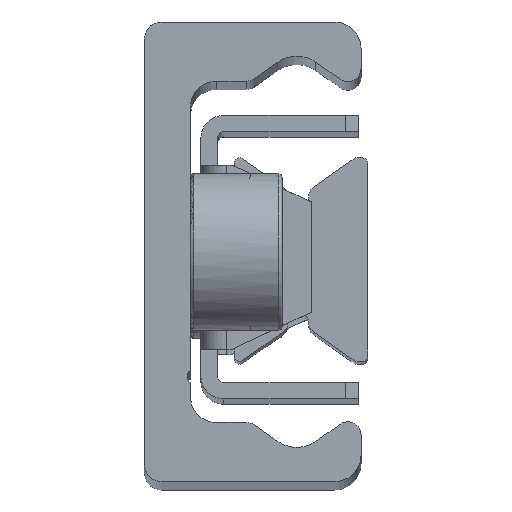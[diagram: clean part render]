
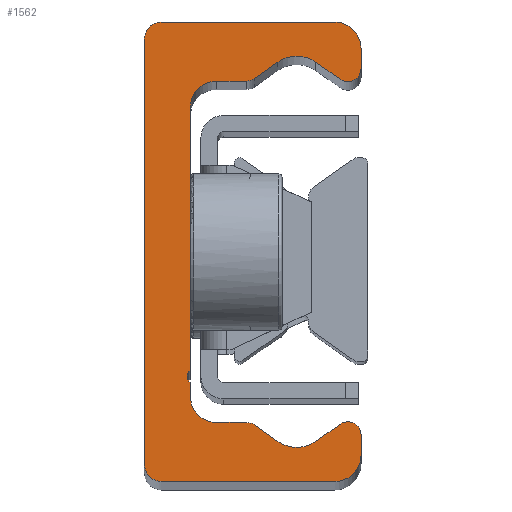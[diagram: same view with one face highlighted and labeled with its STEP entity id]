
A CAD part, top view. The second image highlights one B-rep face of the part: STEP entity #1562.
In plain terms, the highlighted planar face has unit normal (0, 0, 1).
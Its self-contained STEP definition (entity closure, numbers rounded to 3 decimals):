
#660=CARTESIAN_POINT('',(0.0,16.2,370.0));
#661=VERTEX_POINT('',#660);
#662=CARTESIAN_POINT('',(1.3,17.5,370.0));
#663=VERTEX_POINT('',#662);
#664=CARTESIAN_POINT('',(1.3,16.2,370.0));
#665=DIRECTION('',(0.0,0.0,-1.0));
#666=DIRECTION('',(0.0,-1.0,0.0));
#667=AXIS2_PLACEMENT_3D('',#664,#665,#666);
#668=CIRCLE('',#667,1.3);
#669=EDGE_CURVE('',#661,#663,#668,.T.);
#702=CARTESIAN_POINT('',(14.5,17.5,370.0));
#703=VERTEX_POINT('',#702);
#704=CARTESIAN_POINT('',(1.3,17.5,370.0));
#705=DIRECTION('',(1.0,0.0,0.0));
#706=VECTOR('',#705,13.2);
#707=LINE('',#704,#706);
#708=EDGE_CURVE('',#663,#703,#707,.T.);
#733=CARTESIAN_POINT('',(16.5,15.5,370.0));
#734=VERTEX_POINT('',#733);
#735=CARTESIAN_POINT('',(14.5,15.5,370.0));
#736=DIRECTION('',(0.0,0.0,-1.0));
#737=DIRECTION('',(-1.0,0.0,0.0));
#738=AXIS2_PLACEMENT_3D('',#735,#736,#737);
#739=CIRCLE('',#738,2.);
#740=EDGE_CURVE('',#703,#734,#739,.T.);
#766=CARTESIAN_POINT('',(16.5,13.946,370.0));
#767=VERTEX_POINT('',#766);
#768=CARTESIAN_POINT('',(16.5,15.5,370.0));
#769=DIRECTION('',(0.0,-1.0,0.0));
#770=VECTOR('',#769,1.554);
#771=LINE('',#768,#770);
#772=EDGE_CURVE('',#734,#767,#771,.T.);
#797=CARTESIAN_POINT('',(14.926,13.127,370.0));
#798=VERTEX_POINT('',#797);
#799=CARTESIAN_POINT('',(15.5,13.946,370.0));
#800=DIRECTION('',(0.0,0.0,-1.0));
#801=DIRECTION('',(0.574,0.819,0.0));
#802=AXIS2_PLACEMENT_3D('',#799,#800,#801);
#803=CIRCLE('',#802,1.0);
#804=EDGE_CURVE('',#767,#798,#803,.T.);
#830=CARTESIAN_POINT('',(13.034,14.452,370.0));
#831=VERTEX_POINT('',#830);
#832=CARTESIAN_POINT('',(14.926,13.127,370.0));
#833=DIRECTION('',(-0.819,0.574,0.0));
#834=VECTOR('',#833,2.31);
#835=LINE('',#832,#834);
#836=EDGE_CURVE('',#798,#831,#835,.T.);
#861=CARTESIAN_POINT('',(10.166,14.452,370.0));
#862=VERTEX_POINT('',#861);
#863=CARTESIAN_POINT('',(11.6,12.404,370.0));
#864=DIRECTION('',(0.0,0.0,1.0));
#865=DIRECTION('',(0.574,0.819,0.0));
#866=AXIS2_PLACEMENT_3D('',#863,#864,#865);
#867=CIRCLE('',#866,2.5);
#868=EDGE_CURVE('',#831,#862,#867,.T.);
#894=CARTESIAN_POINT('',(8.351,13.181,370.0));
#895=VERTEX_POINT('',#894);
#896=CARTESIAN_POINT('',(10.166,14.452,370.0));
#897=DIRECTION('',(-0.819,-0.574,0.0));
#898=VECTOR('',#897,2.216);
#899=LINE('',#896,#898);
#900=EDGE_CURVE('',#862,#895,#899,.T.);
#925=CARTESIAN_POINT('',(7.777,13.,370.0));
#926=VERTEX_POINT('',#925);
#927=CARTESIAN_POINT('',(7.777,14.,370.0));
#928=DIRECTION('',(0.0,0.0,-1.0));
#929=DIRECTION('',(0.0,1.0,0.0));
#930=AXIS2_PLACEMENT_3D('',#927,#928,#929);
#931=CIRCLE('',#930,1.);
#932=EDGE_CURVE('',#895,#926,#931,.T.);
#958=CARTESIAN_POINT('',(5.5,13.,370.0));
#959=VERTEX_POINT('',#958);
#960=CARTESIAN_POINT('',(7.777,13.,370.0));
#961=DIRECTION('',(-1.0,0.0,0.0));
#962=VECTOR('',#961,2.277);
#963=LINE('',#960,#962);
#964=EDGE_CURVE('',#926,#959,#963,.T.);
#989=CARTESIAN_POINT('',(3.5,11.,370.0));
#990=VERTEX_POINT('',#989);
#991=CARTESIAN_POINT('',(5.5,11.,370.0));
#992=DIRECTION('',(0.0,0.0,1.0));
#993=DIRECTION('',(0.0,1.0,0.0));
#994=AXIS2_PLACEMENT_3D('',#991,#992,#993);
#995=CIRCLE('',#994,2.0);
#996=EDGE_CURVE('',#959,#990,#995,.T.);
#1022=CARTESIAN_POINT('',(3.5,-9.067,370.0));
#1023=VERTEX_POINT('',#1022);
#1024=CARTESIAN_POINT('',(3.5,11.,370.0));
#1025=DIRECTION('',(0.0,-1.0,0.0));
#1026=VECTOR('',#1025,20.067);
#1027=LINE('',#1024,#1026);
#1028=EDGE_CURVE('',#990,#1023,#1027,.T.);
#1074=CARTESIAN_POINT('',(3.5,-9.933,370.0));
#1075=VERTEX_POINT('',#1074);
#1076=CARTESIAN_POINT('',(3.75,-9.5,370.0));
#1077=DIRECTION('',(0.0,0.0,1.0));
#1078=DIRECTION('',(-0.5,0.866,0.0));
#1079=AXIS2_PLACEMENT_3D('',#1076,#1077,#1078);
#1080=CIRCLE('',#1079,0.5);
#1081=EDGE_CURVE('',#1023,#1075,#1080,.T.);
#1107=CARTESIAN_POINT('',(3.5,-11.,370.0));
#1108=VERTEX_POINT('',#1107);
#1109=CARTESIAN_POINT('',(3.5,-9.933,370.0));
#1110=DIRECTION('',(0.0,-1.0,0.0));
#1111=VECTOR('',#1110,1.067);
#1112=LINE('',#1109,#1111);
#1113=EDGE_CURVE('',#1075,#1108,#1112,.T.);
#1138=CARTESIAN_POINT('',(5.5,-13.,370.0));
#1139=VERTEX_POINT('',#1138);
#1140=CARTESIAN_POINT('',(5.5,-11.,370.0));
#1141=DIRECTION('',(0.0,0.0,1.0));
#1142=DIRECTION('',(-1.0,0.0,0.0));
#1143=AXIS2_PLACEMENT_3D('',#1140,#1141,#1142);
#1144=CIRCLE('',#1143,2.0);
#1145=EDGE_CURVE('',#1108,#1139,#1144,.T.);
#1171=CARTESIAN_POINT('',(7.777,-13.,370.0));
#1172=VERTEX_POINT('',#1171);
#1173=CARTESIAN_POINT('',(5.5,-13.,370.0));
#1174=DIRECTION('',(1.0,0.0,0.0));
#1175=VECTOR('',#1174,2.277);
#1176=LINE('',#1173,#1175);
#1177=EDGE_CURVE('',#1139,#1172,#1176,.T.);
#1202=CARTESIAN_POINT('',(8.351,-13.181,370.0));
#1203=VERTEX_POINT('',#1202);
#1204=CARTESIAN_POINT('',(7.777,-14.0,370.0));
#1205=DIRECTION('',(0.0,0.0,-1.0));
#1206=DIRECTION('',(-0.574,-0.819,0.0));
#1207=AXIS2_PLACEMENT_3D('',#1204,#1205,#1206);
#1208=CIRCLE('',#1207,1.);
#1209=EDGE_CURVE('',#1172,#1203,#1208,.T.);
#1235=CARTESIAN_POINT('',(10.166,-14.452,370.0));
#1236=VERTEX_POINT('',#1235);
#1237=CARTESIAN_POINT('',(8.351,-13.181,370.0));
#1238=DIRECTION('',(0.819,-0.574,0.0));
#1239=VECTOR('',#1238,2.216);
#1240=LINE('',#1237,#1239);
#1241=EDGE_CURVE('',#1203,#1236,#1240,.T.);
#1266=CARTESIAN_POINT('',(13.034,-14.452,370.0));
#1267=VERTEX_POINT('',#1266);
#1268=CARTESIAN_POINT('',(11.6,-12.404,370.0));
#1269=DIRECTION('',(0.0,0.0,1.));
#1270=DIRECTION('',(-0.574,-0.819,0.0));
#1271=AXIS2_PLACEMENT_3D('',#1268,#1269,#1270);
#1272=CIRCLE('',#1271,2.5);
#1273=EDGE_CURVE('',#1236,#1267,#1272,.T.);
#1299=CARTESIAN_POINT('',(14.926,-13.127,370.0));
#1300=VERTEX_POINT('',#1299);
#1301=CARTESIAN_POINT('',(13.034,-14.452,370.0));
#1302=DIRECTION('',(0.819,0.574,0.0));
#1303=VECTOR('',#1302,2.31);
#1304=LINE('',#1301,#1303);
#1305=EDGE_CURVE('',#1267,#1300,#1304,.T.);
#1330=CARTESIAN_POINT('',(16.5,-13.946,370.0));
#1331=VERTEX_POINT('',#1330);
#1332=CARTESIAN_POINT('',(15.5,-13.946,370.0));
#1333=DIRECTION('',(0.0,0.0,-1.0));
#1334=DIRECTION('',(-1.0,0.0,0.0));
#1335=AXIS2_PLACEMENT_3D('',#1332,#1333,#1334);
#1336=CIRCLE('',#1335,1.0);
#1337=EDGE_CURVE('',#1300,#1331,#1336,.T.);
#1363=CARTESIAN_POINT('',(16.5,-15.5,370.0));
#1364=VERTEX_POINT('',#1363);
#1365=CARTESIAN_POINT('',(16.5,-13.946,370.0));
#1366=DIRECTION('',(0.0,-1.0,0.0));
#1367=VECTOR('',#1366,1.554);
#1368=LINE('',#1365,#1367);
#1369=EDGE_CURVE('',#1331,#1364,#1368,.T.);
#1394=CARTESIAN_POINT('',(14.5,-17.5,370.0));
#1395=VERTEX_POINT('',#1394);
#1396=CARTESIAN_POINT('',(14.5,-15.5,370.0));
#1397=DIRECTION('',(0.0,0.0,-1.0));
#1398=DIRECTION('',(0.0,1.0,0.0));
#1399=AXIS2_PLACEMENT_3D('',#1396,#1397,#1398);
#1400=CIRCLE('',#1399,2.);
#1401=EDGE_CURVE('',#1364,#1395,#1400,.T.);
#1427=CARTESIAN_POINT('',(1.3,-17.5,370.0));
#1428=VERTEX_POINT('',#1427);
#1429=CARTESIAN_POINT('',(14.5,-17.5,370.0));
#1430=DIRECTION('',(-1.0,0.0,0.0));
#1431=VECTOR('',#1430,13.2);
#1432=LINE('',#1429,#1431);
#1433=EDGE_CURVE('',#1395,#1428,#1432,.T.);
#1458=CARTESIAN_POINT('',(0.0,-16.2,370.0));
#1459=VERTEX_POINT('',#1458);
#1460=CARTESIAN_POINT('',(1.3,-16.2,370.0));
#1461=DIRECTION('',(0.0,0.0,-1.0));
#1462=DIRECTION('',(1.0,0.0,0.0));
#1463=AXIS2_PLACEMENT_3D('',#1460,#1461,#1462);
#1464=CIRCLE('',#1463,1.3);
#1465=EDGE_CURVE('',#1428,#1459,#1464,.T.);
#1491=CARTESIAN_POINT('',(0.0,-16.2,370.0));
#1492=DIRECTION('',(0.0,1.0,0.0));
#1493=VECTOR('',#1492,32.4);
#1494=LINE('',#1491,#1493);
#1495=EDGE_CURVE('',#1459,#661,#1494,.T.);
#1529=CARTESIAN_POINT('',(5.957,-0.014,370.0));
#1530=DIRECTION('',(0.0,0.0,1.0));
#1531=DIRECTION('',(1.0,0.0,0.0));
#1532=AXIS2_PLACEMENT_3D('',#1529,#1530,#1531);
#1533=PLANE('',#1532);
#1534=ORIENTED_EDGE('',*,*,#669,.F.);
#1535=ORIENTED_EDGE('',*,*,#1495,.F.);
#1536=ORIENTED_EDGE('',*,*,#1465,.F.);
#1537=ORIENTED_EDGE('',*,*,#1433,.F.);
#1538=ORIENTED_EDGE('',*,*,#1401,.F.);
#1539=ORIENTED_EDGE('',*,*,#1369,.F.);
#1540=ORIENTED_EDGE('',*,*,#1337,.F.);
#1541=ORIENTED_EDGE('',*,*,#1305,.F.);
#1542=ORIENTED_EDGE('',*,*,#1273,.F.);
#1543=ORIENTED_EDGE('',*,*,#1241,.F.);
#1544=ORIENTED_EDGE('',*,*,#1209,.F.);
#1545=ORIENTED_EDGE('',*,*,#1177,.F.);
#1546=ORIENTED_EDGE('',*,*,#1145,.F.);
#1547=ORIENTED_EDGE('',*,*,#1113,.F.);
#1548=ORIENTED_EDGE('',*,*,#1081,.F.);
#1549=ORIENTED_EDGE('',*,*,#1028,.F.);
#1550=ORIENTED_EDGE('',*,*,#996,.F.);
#1551=ORIENTED_EDGE('',*,*,#964,.F.);
#1552=ORIENTED_EDGE('',*,*,#932,.F.);
#1553=ORIENTED_EDGE('',*,*,#900,.F.);
#1554=ORIENTED_EDGE('',*,*,#868,.F.);
#1555=ORIENTED_EDGE('',*,*,#836,.F.);
#1556=ORIENTED_EDGE('',*,*,#804,.F.);
#1557=ORIENTED_EDGE('',*,*,#772,.F.);
#1558=ORIENTED_EDGE('',*,*,#740,.F.);
#1559=ORIENTED_EDGE('',*,*,#708,.F.);
#1560=EDGE_LOOP('',(#1534,#1535,#1536,#1537,#1538,#1539,#1540,#1541,#1542,#1543,#1544,#1545,#1546,#1547,#1548,#1549,#1550,#1551,#1552,#1553,#1554,#1555,#1556,#1557,#1558,#1559));
#1561=FACE_OUTER_BOUND('',#1560,.T.);
#1562=ADVANCED_FACE('',(#1561),#1533,.T.);
